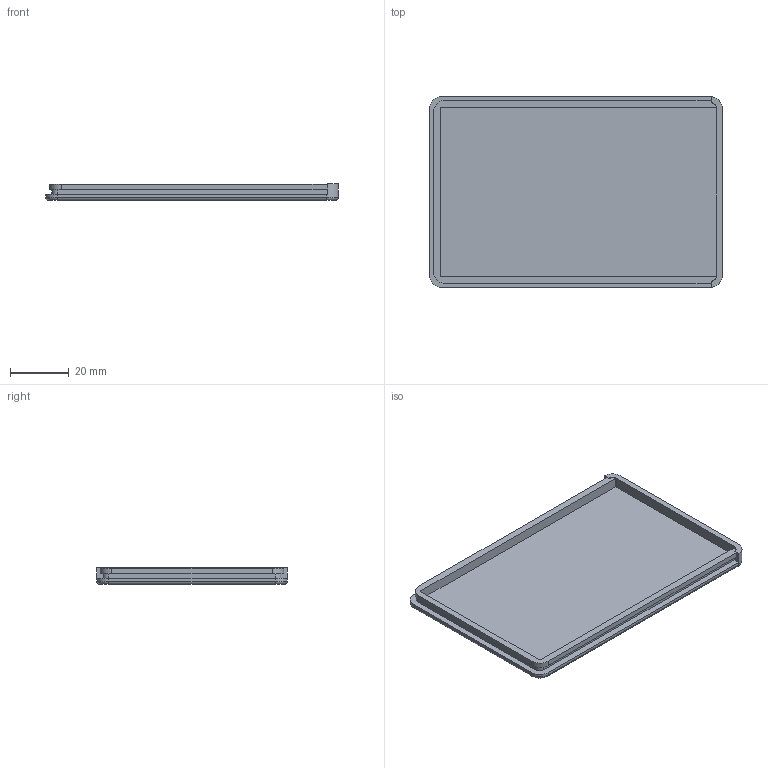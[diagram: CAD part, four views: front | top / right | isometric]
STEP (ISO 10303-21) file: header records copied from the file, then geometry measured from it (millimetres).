
FILE_DESCRIPTION(/* description */ (''),/* implementation_level */ '2;1');
FILE_NAME(/* name */ 'Project Box Lid.step',/* time_stamp */ '2023-01-08T08:05:01-07:00',/* author */ (''),/* organization */ (''),/* preprocessor_version */ 'ST-DEVELOPER v19.2',/* originating_system */ 'Autodesk Translation Framework v11.17.0.187',/* authorisation */ '');
FILE_SCHEMA (('AUTOMOTIVE_DESIGN { 1 0 10303 214 3 1 1 }'));
Length unit declared in the file: millimetre
Products named in the file (3): Plain Box; Lid; Text
Assembly tree (2 placements, depth 2):
  Plain Box
    Lid
    Text
Bounding box: 100 x 65 x 5.7 mm (x, y, z)
Volume: 15101.1 mm3; surface area: 16132 mm2
Topology: 1 solids, 1 shells, 42 faces, 112 edges, 72 vertices
Faces by surface type: plane 22, cylinder 16, torus 4
Entity records: 1403 total; most frequent: DIRECTION 246, CARTESIAN_POINT 231, ORIENTED_EDGE 224, EDGE_CURVE 112, AXIS2_PLACEMENT_3D 87, LINE 72, VECTOR 72, VERTEX_POINT 72
